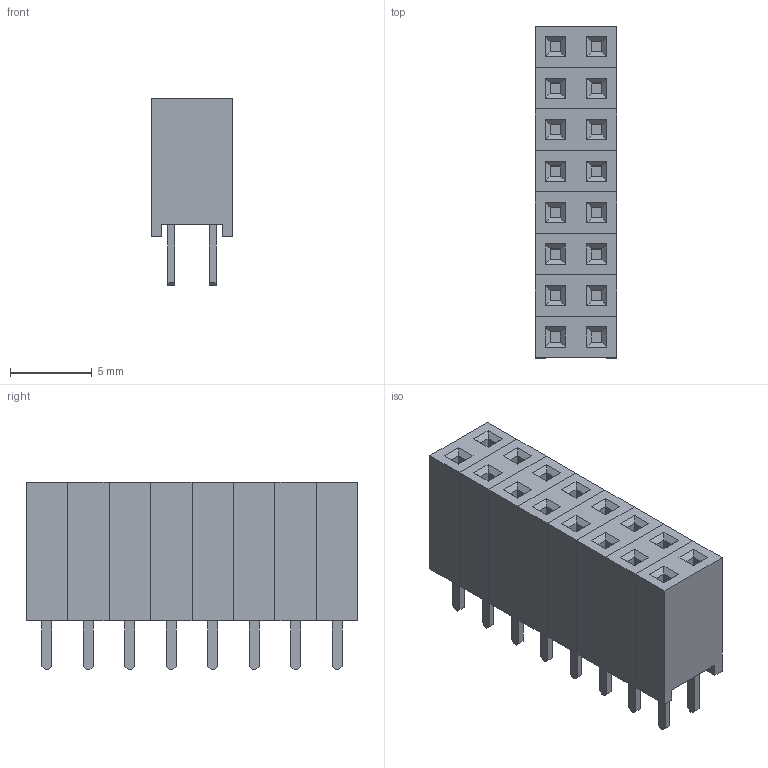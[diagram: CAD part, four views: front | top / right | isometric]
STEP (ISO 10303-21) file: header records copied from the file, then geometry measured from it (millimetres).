
FILE_DESCRIPTION(/* description */ (''),/* implementation_level */ '2;1');
FILE_NAME(/* name */ 'PBD-16.step',/* time_stamp */ '2021-11-04T17:01:18+03:00',/* author */ (''),/* organization */ (''),/* preprocessor_version */ 'ST-DEVELOPER v18.1',/* originating_system */ 'Autodesk Translation Framework v10.10.0.1391',/* authorisation */ '');
FILE_SCHEMA (('AUTOMOTIVE_DESIGN { 1 0 10303 214 3 1 1 }'));
Length unit declared in the file: millimetre
Products named in the file (1): PBD-16
Bounding box: 5 x 20.32 x 11.5 mm (x, y, z)
Volume: 778.9 mm3; surface area: 1580 mm2
Topology: 24 solids, 24 shells, 352 faces, 800 edges, 512 vertices
Faces by surface type: plane 352
Entity records: 9596 total; most frequent: CARTESIAN_POINT 1665, ORIENTED_EDGE 1600, DIRECTION 1506, LINE 800, VECTOR 800, EDGE_CURVE 800, VERTEX_POINT 512, EDGE_LOOP 368
